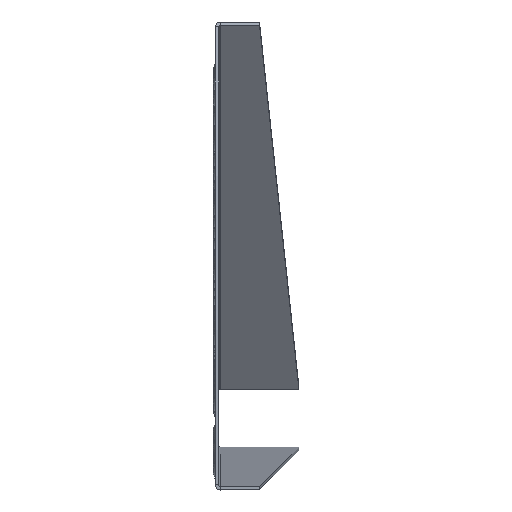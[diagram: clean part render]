
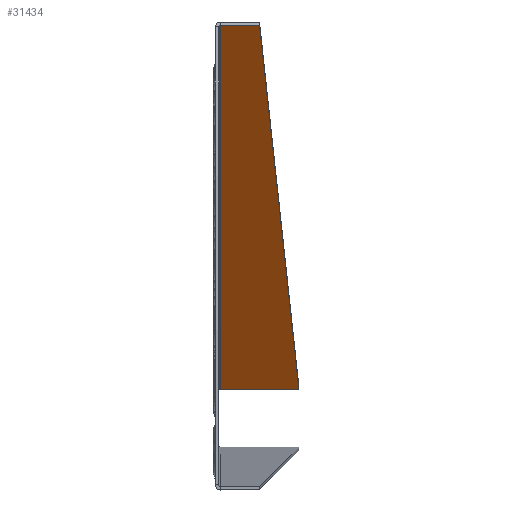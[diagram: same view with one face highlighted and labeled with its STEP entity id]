
A CAD part, left-side view. The second image highlights one B-rep face of the part: STEP entity #31434.
In plain terms, the highlighted planar face has unit normal (-0.31, 0, -0.951).
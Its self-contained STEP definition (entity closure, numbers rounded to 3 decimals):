
#27542 = CARTESIAN_POINT ( 'NONE',  ( -1037.393, -4.5, 356.531 ) ) ;
#27546 = DIRECTION ( 'NONE',  ( -0.951, 0., 0.31 ) ) ;
#27567 = CARTESIAN_POINT ( 'NONE',  ( -45.465, -4.5, 32.725 ) ) ;
#27587 = CARTESIAN_POINT ( 'NONE',  ( 5.276, -4.5, 16.161 ) ) ;
#27603 = VECTOR ( 'NONE', #27546, 1000. ) ;
#27604 = LINE ( 'NONE', #27587, #27603 ) ;
#27672 = DIRECTION ( 'NONE',  ( 0.95, -0.034, -0.31 ) ) ;
#27673 = VECTOR ( 'NONE', #27672, 1000. ) ;
#27678 = CARTESIAN_POINT ( 'NONE',  ( 5.276, 15.712, 16.161 ) ) ;
#27679 = CARTESIAN_POINT ( 'NONE',  ( -45.465, -74.288, 32.725 ) ) ;
#27695 = AXIS2_PLACEMENT_3D ( 'NONE', #27678, #27710, #27709 ) ;
#27696 = LINE ( 'NONE', #27679, #27673 ) ;
#27707 = CARTESIAN_POINT ( 'NONE',  ( -1037.393, -39.288, 356.531 ) ) ;
#27709 = DIRECTION ( 'NONE',  ( -0.295, -0.951, 0.096 ) ) ;
#27710 = DIRECTION ( 'NONE',  ( 0.31, 0., 0.951 ) ) ;
#27713 = CARTESIAN_POINT ( 'NONE',  ( -45.465, -74.288, 32.725 ) ) ;
#27715 = PLANE ( 'NONE',  #27695 ) ;
#27727 = FACE_OUTER_BOUND ( 'NONE', #31441, .T. ) ;
#27755 = CARTESIAN_POINT ( 'NONE',  ( -45.465, -4.288, 32.725 ) ) ;
#27756 = LINE ( 'NONE', #27755, #27793 ) ;
#27787 = DIRECTION ( 'NONE',  ( 0., -1., 0. ) ) ;
#27788 = VECTOR ( 'NONE', #27787, 1000. ) ;
#27789 = CARTESIAN_POINT ( 'NONE',  ( -1037.393, -39.288, 356.531 ) ) ;
#27791 = LINE ( 'NONE', #27789, #27788 ) ;
#27792 = DIRECTION ( 'NONE',  ( 0., 1., 0. ) ) ;
#27793 = VECTOR ( 'NONE', #27792, 1000. ) ;
#31329 = ORIENTED_EDGE ( 'NONE', *, *, #31482, .F. ) ;
#31364 = VERTEX_POINT ( 'NONE', #27542 ) ;
#31397 = EDGE_CURVE ( 'NONE', #31411, #31364, #27604, .T. ) ;
#31411 = VERTEX_POINT ( 'NONE', #27567 ) ;
#31418 = ORIENTED_EDGE ( 'NONE', *, *, #31430, .F. ) ;
#31422 = ORIENTED_EDGE ( 'NONE', *, *, #31484, .F. ) ;
#31430 = EDGE_CURVE ( 'NONE', #31437, #31446, #27696, .T. ) ;
#31434 = ADVANCED_FACE ( 'NONE', ( #27727 ), #27715, .F. ) ;
#31437 = VERTEX_POINT ( 'NONE', #27707 ) ;
#31439 = ORIENTED_EDGE ( 'NONE', *, *, #31397, .F. ) ;
#31441 = EDGE_LOOP ( 'NONE', ( #31439, #31329, #31418, #31422 ) ) ;
#31446 = VERTEX_POINT ( 'NONE', #27713 ) ;
#31482 = EDGE_CURVE ( 'NONE', #31446, #31411, #27756, .T. ) ;
#31484 = EDGE_CURVE ( 'NONE', #31364, #31437, #27791, .T. ) ;
